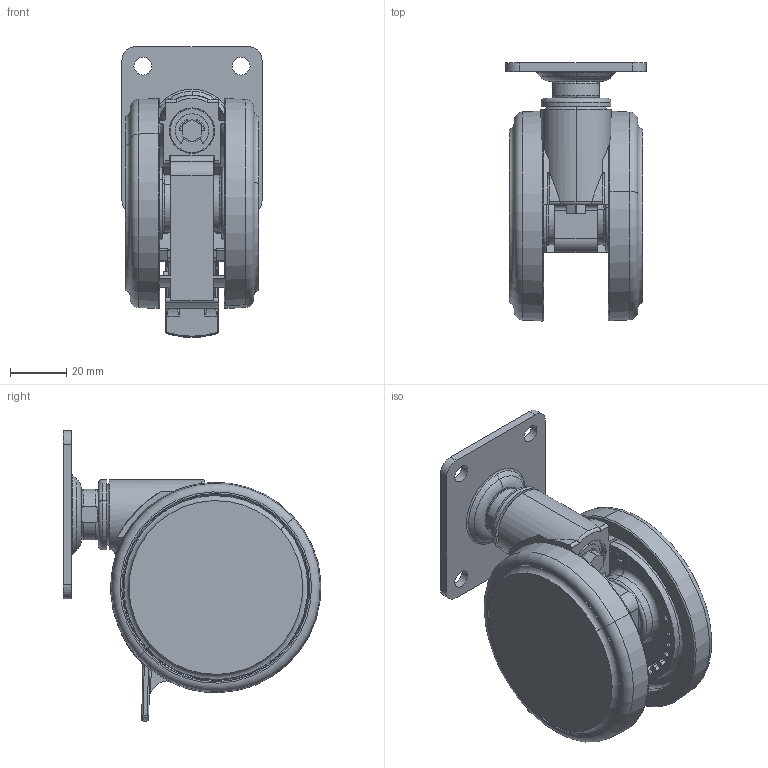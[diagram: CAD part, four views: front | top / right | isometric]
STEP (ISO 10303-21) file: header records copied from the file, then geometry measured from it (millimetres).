
FILE_DESCRIPTION (( 'STEP AP214' ), '1' );
FILE_NAME ('TCA-FZ75S.STEP', '2016-08-05T02:24:25', ( '' ), ( '' ), 'SwSTEP 2.0', 'SolidWorks 2015', '' );
FILE_SCHEMA (( 'AUTOMOTIVE_DESIGN' ));
Length unit declared in the file: millimetre
Products named in the file (2): caster; TCA-FZ75S
Assembly tree (1 placements, depth 2):
  TCA-FZ75S
    caster
Bounding box: 50 x 91.98 x 103.78 mm (x, y, z)
Volume: 126228.2 mm3; surface area: 76557.2 mm2
Topology: 2 solids, 2 shells, 2277 faces, 5794 edges, 3423 vertices
Faces by surface type: cylinder 998, torus 551, plane 509, bspline 169, cone 42, sphere 8
Entity records: 74327 total; most frequent: CARTESIAN_POINT 19611, DIRECTION 12258, ORIENTED_EDGE 11296, EDGE_CURVE 5648, AXIS2_PLACEMENT_3D 4994, VERTEX_POINT 3423, CIRCLE 2882, EDGE_LOOP 2375
